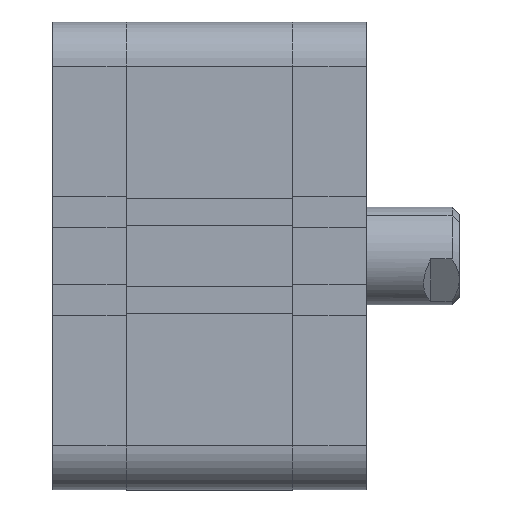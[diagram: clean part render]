
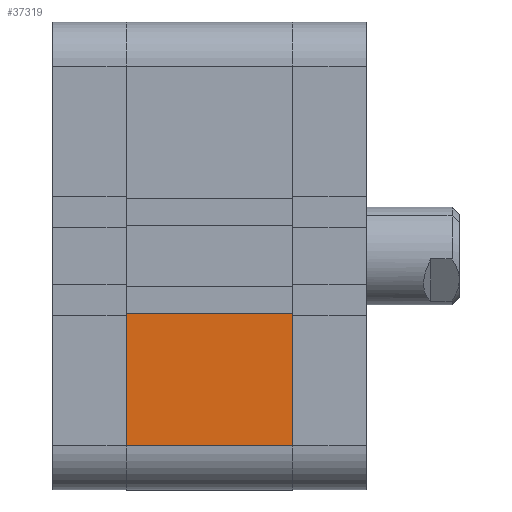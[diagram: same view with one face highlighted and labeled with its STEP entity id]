
A CAD part, front view. The second image highlights one B-rep face of the part: STEP entity #37319.
In plain terms, the highlighted planar face has unit normal (0, -1, 0).
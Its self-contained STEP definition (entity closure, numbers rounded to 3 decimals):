
#1372 = FACE_OUTER_BOUND ( 'NONE', #19312, .T. ) ;
#1990 = ORIENTED_EDGE ( 'NONE', *, *, #16972, .F. ) ;
#2837 = CARTESIAN_POINT ( 'NONE',  ( 0., -47.75, -47.75 ) ) ;
#3487 = VECTOR ( 'NONE', #38103, 1000. ) ;
#3721 = VECTOR ( 'NONE', #37552, 1000. ) ;
#3851 = AXIS2_PLACEMENT_3D ( 'NONE', #33576, #13717, #30679 ) ;
#6437 = VERTEX_POINT ( 'NONE', #29968 ) ;
#7578 = VERTEX_POINT ( 'NONE', #34242 ) ;
#11376 = ORIENTED_EDGE ( 'NONE', *, *, #29798, .T. ) ;
#12833 = DIRECTION ( 'NONE',  ( 0., 0., -1. ) ) ;
#13717 = DIRECTION ( 'NONE',  ( 0., 1., 0. ) ) ;
#14788 = LINE ( 'NONE', #2837, #3487 ) ;
#16972 = EDGE_CURVE ( 'NONE', #26453, #6437, #36731, .T. ) ;
#17340 = LINE ( 'NONE', #32169, #3721 ) ;
#18955 = CARTESIAN_POINT ( 'NONE',  ( 34., -47.75, -38.75 ) ) ;
#19312 = EDGE_LOOP ( 'NONE', ( #36830, #11376, #32055, #1990 ) ) ;
#19620 = EDGE_CURVE ( 'NONE', #36783, #6437, #37060, .T. ) ;
#22401 = PLANE ( 'NONE',  #3851 ) ;
#25761 = CARTESIAN_POINT ( 'NONE',  ( 34., -47.75, -11.8 ) ) ;
#26453 = VERTEX_POINT ( 'NONE', #25761 ) ;
#26911 = VECTOR ( 'NONE', #37426, 1000. ) ;
#27501 = CARTESIAN_POINT ( 'NONE',  ( 34., -47.75, -47.75 ) ) ;
#29798 = EDGE_CURVE ( 'NONE', #7578, #36783, #14788, .T. ) ;
#29968 = CARTESIAN_POINT ( 'NONE',  ( 34., -47.75, -38.75 ) ) ;
#30452 = VECTOR ( 'NONE', #12833, 1000. ) ;
#30679 = DIRECTION ( 'NONE',  ( 0., 0., 1. ) ) ;
#32055 = ORIENTED_EDGE ( 'NONE', *, *, #19620, .T. ) ;
#32169 = CARTESIAN_POINT ( 'NONE',  ( 34.001, -47.75, -11.8 ) ) ;
#32876 = CARTESIAN_POINT ( 'NONE',  ( 0., -47.75, -38.75 ) ) ;
#33576 = CARTESIAN_POINT ( 'NONE',  ( 34., -47.75, -47.75 ) ) ;
#34242 = CARTESIAN_POINT ( 'NONE',  ( 0., -47.75, -11.8 ) ) ;
#36413 = EDGE_CURVE ( 'NONE', #26453, #7578, #17340, .T. ) ;
#36731 = LINE ( 'NONE', #27501, #30452 ) ;
#36783 = VERTEX_POINT ( 'NONE', #32876 ) ;
#36830 = ORIENTED_EDGE ( 'NONE', *, *, #36413, .T. ) ;
#37060 = LINE ( 'NONE', #18955, #26911 ) ;
#37319 = ADVANCED_FACE ( 'NONE', ( #1372 ), #22401, .F. ) ;
#37426 = DIRECTION ( 'NONE',  ( 1., 0., 0. ) ) ;
#37552 = DIRECTION ( 'NONE',  ( -1., 0., 0. ) ) ;
#38103 = DIRECTION ( 'NONE',  ( 0., 0., -1. ) ) ;
